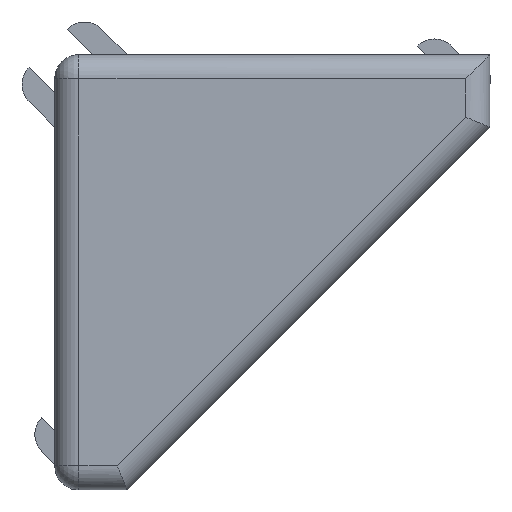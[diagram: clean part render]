
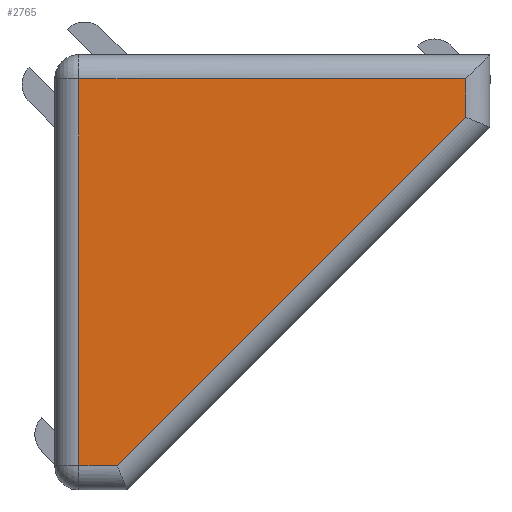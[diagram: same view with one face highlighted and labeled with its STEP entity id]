
A CAD part, front view. The second image highlights one B-rep face of the part: STEP entity #2765.
In plain terms, the highlighted planar face has unit normal (0, -1, 0).
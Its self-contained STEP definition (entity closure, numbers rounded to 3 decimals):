
#2 = ORIENTED_EDGE ( 'NONE', *, *, #1935, .T. ) ;
#88 = DIRECTION ( 'NONE',  ( 0., 0., -1. ) ) ;
#106 = CARTESIAN_POINT ( 'NONE',  ( 17., 0., -1. ) ) ;
#107 = CARTESIAN_POINT ( 'NONE',  ( 17.293, 0., -2.293 ) ) ;
#122 = DIRECTION ( 'NONE',  ( 0.707, 0., 0.707 ) ) ;
#283 = CARTESIAN_POINT ( 'NONE',  ( 17., 0., -2.586 ) ) ;
#379 = CARTESIAN_POINT ( 'NONE',  ( 2.586, 0., -17. ) ) ;
#623 = DIRECTION ( 'NONE',  ( 0., -1., 0. ) ) ;
#873 = CARTESIAN_POINT ( 'NONE',  ( 1., 0., -1. ) ) ;
#892 = CARTESIAN_POINT ( 'NONE',  ( 0., 0., -1. ) ) ;
#1007 = CARTESIAN_POINT ( 'NONE',  ( 17., 0., 0. ) ) ;
#1022 = VERTEX_POINT ( 'NONE', #873 ) ;
#1064 = CARTESIAN_POINT ( 'NONE',  ( 1., 0., -17. ) ) ;
#1139 = DIRECTION ( 'NONE',  ( -1., 0., 0. ) ) ;
#1143 = VECTOR ( 'NONE', #122, 1000. ) ;
#1255 = DIRECTION ( 'NONE',  ( 0., 0., 1. ) ) ;
#1272 = VECTOR ( 'NONE', #1139, 1000. ) ;
#1400 = ORIENTED_EDGE ( 'NONE', *, *, #1450, .T. ) ;
#1421 = VERTEX_POINT ( 'NONE', #283 ) ;
#1438 = LINE ( 'NONE', #2352, #2723 ) ;
#1450 = EDGE_CURVE ( 'NONE', #1022, #2037, #1438, .T. ) ;
#1457 = VERTEX_POINT ( 'NONE', #106 ) ;
#1523 = VECTOR ( 'NONE', #1255, 1000. ) ;
#1683 = LINE ( 'NONE', #2081, #2049 ) ;
#1712 = LINE ( 'NONE', #1007, #1523 ) ;
#1751 = EDGE_CURVE ( 'NONE', #1421, #1457, #1712, .T. ) ;
#1784 = FACE_OUTER_BOUND ( 'NONE', #1790, .T. ) ;
#1790 = EDGE_LOOP ( 'NONE', ( #2, #1400, #2414, #2712, #2805 ) ) ;
#1837 = VERTEX_POINT ( 'NONE', #379 ) ;
#1935 = EDGE_CURVE ( 'NONE', #1457, #1022, #2052, .T. ) ;
#1946 = EDGE_CURVE ( 'NONE', #2037, #1837, #1683, .T. ) ;
#2037 = VERTEX_POINT ( 'NONE', #1064 ) ;
#2049 = VECTOR ( 'NONE', #2591, 1000. ) ;
#2052 = LINE ( 'NONE', #892, #1272 ) ;
#2081 = CARTESIAN_POINT ( 'NONE',  ( 3., 0., -17. ) ) ;
#2232 = DIRECTION ( 'NONE',  ( 0., 0., -1. ) ) ;
#2347 = EDGE_CURVE ( 'NONE', #1837, #1421, #2664, .T. ) ;
#2352 = CARTESIAN_POINT ( 'NONE',  ( 1., 0., -18. ) ) ;
#2414 = ORIENTED_EDGE ( 'NONE', *, *, #1946, .T. ) ;
#2434 = CARTESIAN_POINT ( 'NONE',  ( 0., 0., 0. ) ) ;
#2591 = DIRECTION ( 'NONE',  ( 1., 0., 0. ) ) ;
#2664 = LINE ( 'NONE', #107, #1143 ) ;
#2712 = ORIENTED_EDGE ( 'NONE', *, *, #2347, .T. ) ;
#2714 = PLANE ( 'NONE',  #2806 ) ;
#2723 = VECTOR ( 'NONE', #88, 1000. ) ;
#2765 = ADVANCED_FACE ( 'NONE', ( #1784 ), #2714, .T. ) ;
#2805 = ORIENTED_EDGE ( 'NONE', *, *, #1751, .T. ) ;
#2806 = AXIS2_PLACEMENT_3D ( 'NONE', #2434, #623, #2232 ) ;
